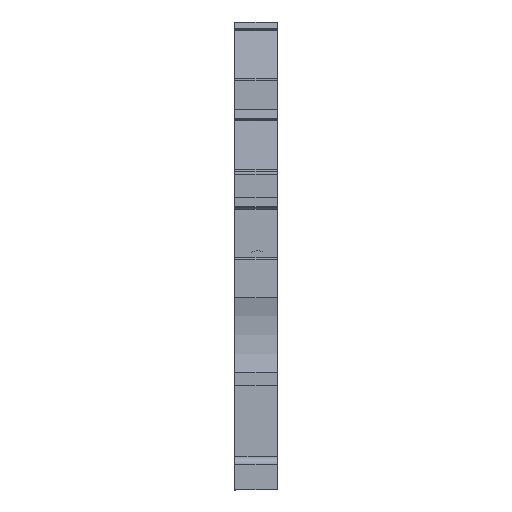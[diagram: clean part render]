
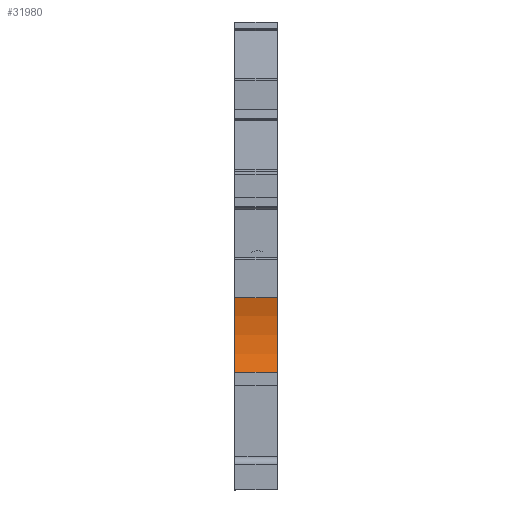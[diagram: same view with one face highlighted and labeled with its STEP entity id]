
A CAD part, front view. The second image highlights one B-rep face of the part: STEP entity #31980.
In plain terms, the highlighted cylindrical face has radius 15 mm (diameter 30 mm), a partial arc.
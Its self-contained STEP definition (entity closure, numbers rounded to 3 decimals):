
#1470=CARTESIAN_POINT('',(91.384,2.117,
48.52));
#1480=VERTEX_POINT('',#1470);
#1510=CARTESIAN_POINT('',(77.075,-2.383,
48.52));
#1520=DIRECTION('',(0.,0.,-1.));
#1530=DIRECTION('',(-1.,0.,0.));
#1540=AXIS2_PLACEMENT_3D('',#1510,#1520,#1530);
#1550=CIRCLE('',#1540,15.);
#1560=CARTESIAN_POINT('',(91.384,-6.883,
48.52));
#1570=VERTEX_POINT('',#1560);
#1580=EDGE_CURVE('',#1480,#1570,#1550,.T.);
#29960=CARTESIAN_POINT('',(91.384,-6.883,
53.67));
#29970=VERTEX_POINT('',#29960);
#30000=CARTESIAN_POINT('',(77.075,-2.383,
53.67));
#30010=DIRECTION('',(0.,0.,-1.));
#30020=DIRECTION('',(-1.,0.,0.));
#30030=AXIS2_PLACEMENT_3D('',#30000,#30010,#30020);
#30040=CIRCLE('',#30030,15.);
#30050=CARTESIAN_POINT('',(91.384,2.117,
53.67));
#30060=VERTEX_POINT('',#30050);
#30070=EDGE_CURVE('',#30060,#29970,#30040,.T.);
#31660=CARTESIAN_POINT('',(91.384,2.117,
48.52));
#31670=DIRECTION('',(0.,0.,-1.));
#31680=VECTOR('',#31670,1.);
#31690=LINE('',#31660,#31680);
#31700=EDGE_CURVE('',#30060,#1480,#31690,.T.);
#31820=CARTESIAN_POINT('',(77.075,-2.383,
48.52));
#31830=DIRECTION('',(0.,0.,-1.));
#31840=DIRECTION('',(-1.,0.,0.));
#31850=AXIS2_PLACEMENT_3D('',#31820,#31830,#31840);
#31860=CYLINDRICAL_SURFACE('',#31850,15.);
#31870=ORIENTED_EDGE('',*,*,#1580,.T.);
#31880=ORIENTED_EDGE('',*,*,#31700,.T.);
#31890=ORIENTED_EDGE('',*,*,#30070,.F.);
#31900=CARTESIAN_POINT('',(91.384,-6.883,
48.52));
#31910=DIRECTION('',(0.,0.,-1.));
#31920=VECTOR('',#31910,1.);
#31930=LINE('',#31900,#31920);
#31940=EDGE_CURVE('',#29970,#1570,#31930,.T.);
#31950=ORIENTED_EDGE('',*,*,#31940,.F.);
#31960=EDGE_LOOP('',(#31950,#31890,#31880,#31870));
#31970=FACE_OUTER_BOUND('',#31960,.T.);
#31980=ADVANCED_FACE('',(#31970),#31860,.F.);
